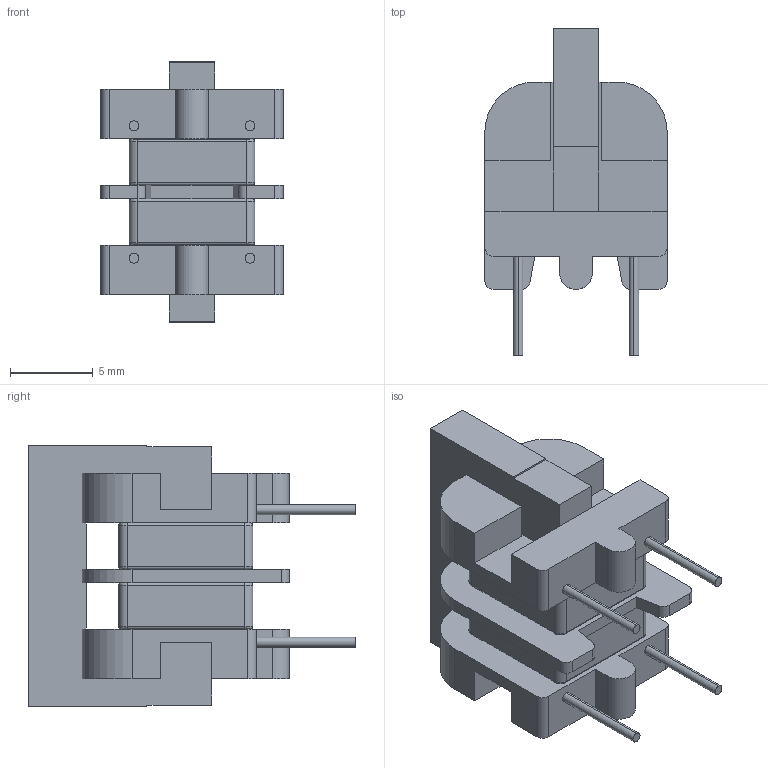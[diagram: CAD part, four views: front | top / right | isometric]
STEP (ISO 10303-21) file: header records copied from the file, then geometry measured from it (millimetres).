
FILE_DESCRIPTION (( 'STEP AP214' ), '1' );
FILE_NAME ('Coilcraft-BU9S-XXXXXXL.STEP', '2014-03-26T04:05:09', ( 'Windows User' ), ( '' ), 'SwSTEP 2.0', 'SolidWorks 2014', '' );
FILE_SCHEMA (( 'AUTOMOTIVE_DESIGN' ));
Length unit declared in the file: millimetre
Products named in the file (1): Coilcraft-BU9S-XXXXXXL
Bounding box: 11 x 19.76 x 15.8 mm (x, y, z)
Volume: 1232.1 mm3; surface area: 1642 mm2
Topology: 1 solids, 1 shells, 345 faces, 891 edges, 572 vertices
Faces by surface type: plane 179, bspline 116, cylinder 50
Entity records: 18639 total; most frequent: CARTESIAN_POINT 7126, ORIENTED_EDGE 1782, DIRECTION 1235, EDGE_CURVE 891, VECTOR 575, LINE 575, VERTEX_POINT 572, EDGE_LOOP 373
